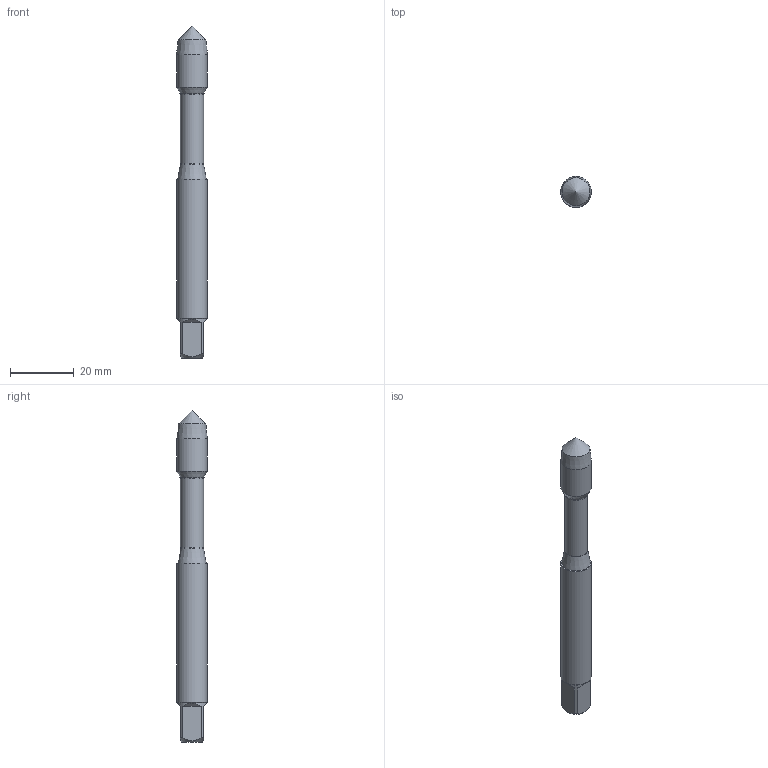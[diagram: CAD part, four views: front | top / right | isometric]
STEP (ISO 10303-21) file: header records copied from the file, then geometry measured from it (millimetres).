
FILE_DESCRIPTION(/* description */ (''),/* implementation_level */ '2;1');
FILE_NAME(/* name */ 'd602_20220506_223139_tb_1.stp',/* time_stamp */ '2022-05-06T22:32:55+02:00',/* author */ (''),/* organization */ ('SMS'),/* preprocessor_version */ 'ST-DEVELOPER v16.7',/* originating_system */ 'SIEMENS PLM Software NX 12.0',/* authorisation */ '');
FILE_SCHEMA (('AUTOMOTIVE_DESIGN { 1 0 10303 214 3 1 1 1 }'));
Length unit declared in the file: millimetre
Products named in the file (1): D602_20220506_223139_TB_1
Bounding box: 9.68 x 9.68 x 104.24 mm (x, y, z)
Volume: 6282.1 mm3; surface area: 2944.4 mm2
Topology: 1 solids, 1 shells, 22 faces, 98 edges, 125 vertices
Faces by surface type: plane 10, cone 6, cylinder 4, torus 2
Full cylindrical faces by diameter (mm): 7.261 x1, 9.29 x1, 9.643 x1, 9.677 x1
Entity records: 989 total; most frequent: CARTESIAN_POINT 155, DIRECTION 140, ORIENTED_EDGE 72, LINE 54, VECTOR 54, STYLED_ITEM 48, PRESENTATION_STYLE_ASSIGNMENT 48, AXIS2_PLACEMENT_3D 43
